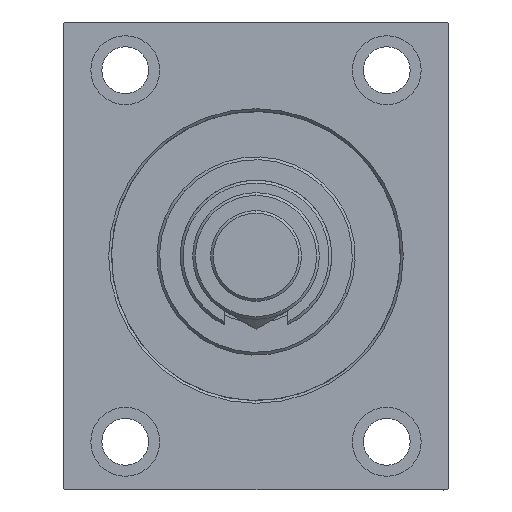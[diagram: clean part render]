
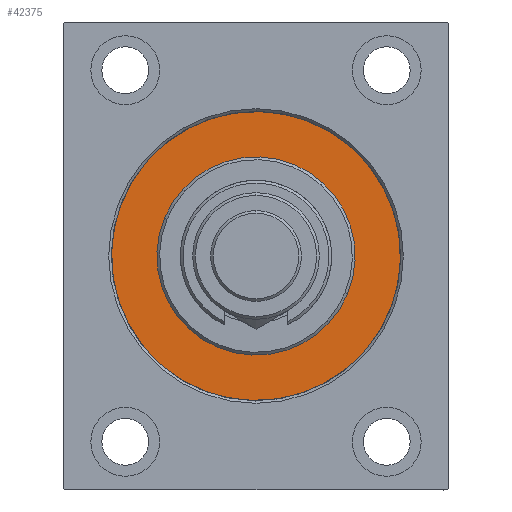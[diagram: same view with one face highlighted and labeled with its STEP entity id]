
A CAD part, left-side view. The second image highlights one B-rep face of the part: STEP entity #42375.
In plain terms, the highlighted face is planar.
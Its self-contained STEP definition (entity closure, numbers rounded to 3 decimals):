
#1692 = CIRCLE ( 'NONE', #10854, 36. ) ;
#2379 = DIRECTION ( 'NONE',  ( 0., 0., -1. ) ) ;
#6428 = VERTEX_POINT ( 'NONE', #40842 ) ;
#6880 = CARTESIAN_POINT ( 'NONE',  ( 0., 0., 0. ) ) ;
#7230 = FACE_OUTER_BOUND ( 'NONE', #42915, .T. ) ;
#9116 = DIRECTION ( 'NONE',  ( 0., 0., 1. ) ) ;
#10854 = AXIS2_PLACEMENT_3D ( 'NONE', #6880, #38815, #2379 ) ;
#12778 = EDGE_CURVE ( 'NONE', #28913, #35308, #42787, .T. ) ;
#14108 = CARTESIAN_POINT ( 'NONE',  ( 0., 0., 52.5 ) ) ;
#14681 = CIRCLE ( 'NONE', #26186, 52.5 ) ;
#17549 = FACE_BOUND ( 'NONE', #20241, .T. ) ;
#20241 = EDGE_LOOP ( 'NONE', ( #28717, #37128 ) ) ;
#21380 = DIRECTION ( 'NONE',  ( -1., 0., 0. ) ) ;
#21660 = EDGE_CURVE ( 'NONE', #35308, #28913, #1692, .T. ) ;
#21714 = EDGE_CURVE ( 'NONE', #6428, #38481, #14681, .T. ) ;
#22129 = AXIS2_PLACEMENT_3D ( 'NONE', #42786, #35120, #35595 ) ;
#24766 = DIRECTION ( 'NONE',  ( -1., 0., 0. ) ) ;
#25244 = CARTESIAN_POINT ( 'NONE',  ( 0., 0., 0. ) ) ;
#26130 = ORIENTED_EDGE ( 'NONE', *, *, #37185, .F. ) ;
#26186 = AXIS2_PLACEMENT_3D ( 'NONE', #46242, #41939, #9116 ) ;
#26205 = CARTESIAN_POINT ( 'NONE',  ( 0., 0., -36. ) ) ;
#28717 = ORIENTED_EDGE ( 'NONE', *, *, #21660, .F. ) ;
#28913 = VERTEX_POINT ( 'NONE', #26205 ) ;
#30384 = AXIS2_PLACEMENT_3D ( 'NONE', #39351, #21380, #33097 ) ;
#33097 = DIRECTION ( 'NONE',  ( 0., 0., 1. ) ) ;
#34927 = AXIS2_PLACEMENT_3D ( 'NONE', #25244, #24766, #43922 ) ;
#35120 = DIRECTION ( 'NONE',  ( 1., 0., 0. ) ) ;
#35308 = VERTEX_POINT ( 'NONE', #41202 ) ;
#35595 = DIRECTION ( 'NONE',  ( 0., 0., -1. ) ) ;
#37128 = ORIENTED_EDGE ( 'NONE', *, *, #12778, .F. ) ;
#37185 = EDGE_CURVE ( 'NONE', #38481, #6428, #39520, .T. ) ;
#38481 = VERTEX_POINT ( 'NONE', #14108 ) ;
#38815 = DIRECTION ( 'NONE',  ( 1., 0., 0. ) ) ;
#39351 = CARTESIAN_POINT ( 'NONE',  ( 0., 0., 0. ) ) ;
#39520 = CIRCLE ( 'NONE', #34927, 52.5 ) ;
#40842 = CARTESIAN_POINT ( 'NONE',  ( 0., 0., -52.5 ) ) ;
#41035 = ORIENTED_EDGE ( 'NONE', *, *, #21714, .F. ) ;
#41202 = CARTESIAN_POINT ( 'NONE',  ( 0., 0., 36. ) ) ;
#41939 = DIRECTION ( 'NONE',  ( -1., 0., 0. ) ) ;
#42375 = ADVANCED_FACE ( 'NONE', ( #17549, #7230 ), #43658, .F. ) ;
#42786 = CARTESIAN_POINT ( 'NONE',  ( 0., 0., 0. ) ) ;
#42787 = CIRCLE ( 'NONE', #22129, 36. ) ;
#42915 = EDGE_LOOP ( 'NONE', ( #41035, #26130 ) ) ;
#43658 = PLANE ( 'NONE',  #30384 ) ;
#43922 = DIRECTION ( 'NONE',  ( 0., 0., 1. ) ) ;
#46242 = CARTESIAN_POINT ( 'NONE',  ( 0., 0., 0. ) ) ;
